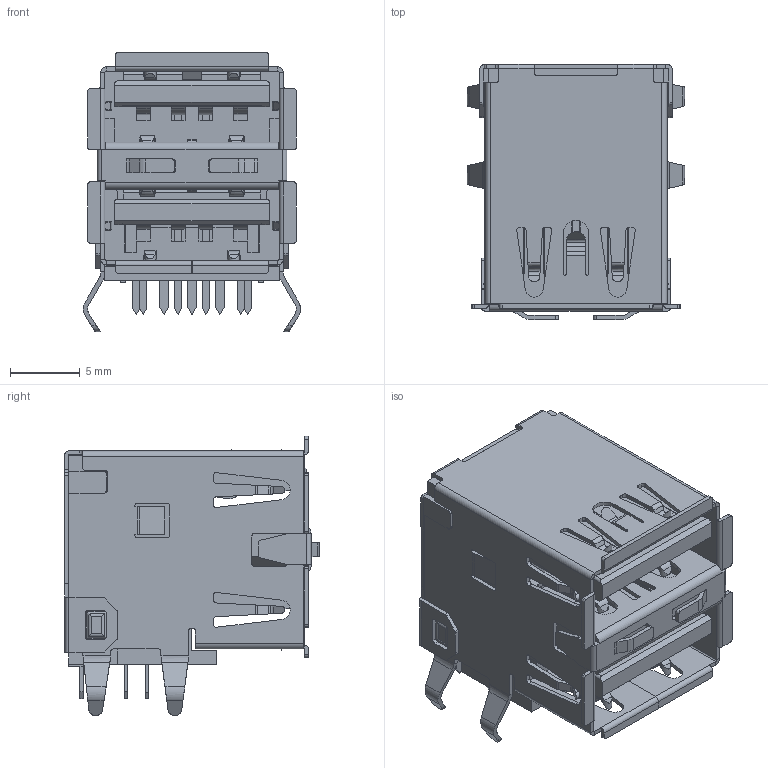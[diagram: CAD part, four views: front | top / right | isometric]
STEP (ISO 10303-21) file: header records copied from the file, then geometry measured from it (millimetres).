
FILE_DESCRIPTION(('STEP AP242'),'1');
FILE_NAME('USB3.0x2 vergleichbar mit UEA11121-8FS6-4F.stp','2020-07-07T20:38:06',(' '),(' '),'Spatial InterOp 3D',' ',' ');
FILE_SCHEMA(('AP242_MANAGED_MODEL_BASED_3D_ENGINEERING_MIM_LF {1 0 10303 442 1 1 4}'));
Length unit declared in the file: metre
Products named in the file (13): USB3.0x2 vergleichbar mit UEA11121-8FS6-4F; pin1; pin4; pin3; pin2; pin5; pin6; Housing1; Housing; Housing2; Housing4; Shielding2; Shielding
Assembly tree (24 placements, depth 2):
  USB3.0x2 vergleichbar mit UEA11121-8FS6-4F
    pin1  x5
    pin4  x5
    pin3  x2
    pin2  x2
    pin5  x2
    pin6  x2
    Housing1
    Housing
    Housing2
    Housing4
    Shielding2
    Shielding
Bounding box: 15.59 x 18.3 x 20.05 mm (x, y, z)
Volume: 2075.2 mm3; surface area: 7646.9 mm2
Topology: 24 solids, 24 shells, 2049 faces, 5833 edges, 3820 vertices
Faces by surface type: plane 1444, cylinder 598, bspline 4, extrusion 3
Entity records: 67308 total; most frequent: CARTESIAN_POINT 9644, ORIENTED_EDGE 9442, DIRECTION 9000, EDGE_CURVE 4721, VECTOR 3720, LINE 3717, VERTEX_POINT 3090, AXIS2_PLACEMENT_3D 2640
